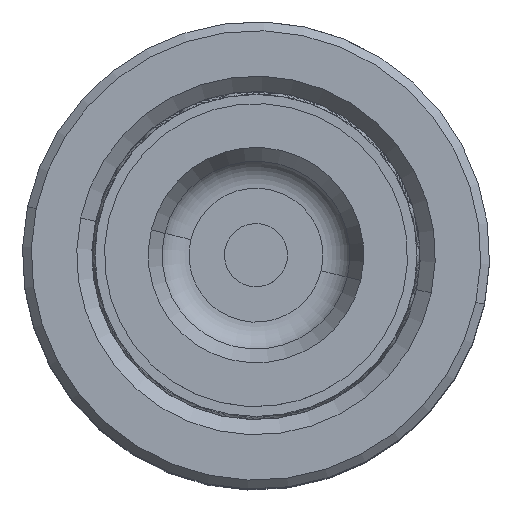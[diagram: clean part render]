
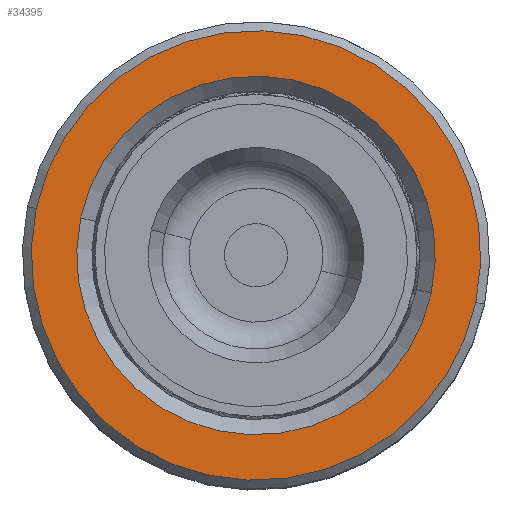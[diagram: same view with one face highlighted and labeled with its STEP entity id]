
A CAD part, top view. The second image highlights one B-rep face of the part: STEP entity #34395.
In plain terms, the highlighted planar face has unit normal (0, 0, 1).
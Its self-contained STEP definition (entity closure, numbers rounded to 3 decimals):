
#1457 = CIRCLE ( 'NONE', #27455, 17.8 ) ;
#3861 = CARTESIAN_POINT ( 'NONE',  ( 0., 0., 50. ) ) ;
#6035 = CARTESIAN_POINT ( 'NONE',  ( 0., 0., 50. ) ) ;
#6160 = DIRECTION ( 'NONE',  ( 1., 0., 0. ) ) ;
#6618 = DIRECTION ( 'NONE',  ( 0., 0., 1. ) ) ;
#6788 = CARTESIAN_POINT ( 'NONE',  ( -17.8, 0., 50. ) ) ;
#7000 = VERTEX_POINT ( 'NONE', #22421 ) ;
#7089 = AXIS2_PLACEMENT_3D ( 'NONE', #13301, #7695, #10447 ) ;
#7505 = ORIENTED_EDGE ( 'NONE', *, *, #29624, .T. ) ;
#7695 = DIRECTION ( 'NONE',  ( 0., 0., -1. ) ) ;
#8304 = DIRECTION ( 'NONE',  ( 0., 0., 1. ) ) ;
#8419 = CARTESIAN_POINT ( 'NONE',  ( 0., 0., 50. ) ) ;
#8875 = FACE_BOUND ( 'NONE', #14577, .T. ) ;
#9218 = AXIS2_PLACEMENT_3D ( 'NONE', #8419, #8304, #32803 ) ;
#9334 = DIRECTION ( 'NONE',  ( 1., 0., 0. ) ) ;
#10447 = DIRECTION ( 'NONE',  ( 1., 0., 0. ) ) ;
#11340 = VERTEX_POINT ( 'NONE', #6788 ) ;
#12231 = EDGE_CURVE ( 'NONE', #11340, #7000, #1457, .T. ) ;
#12532 = EDGE_CURVE ( 'NONE', #7000, #11340, #26605, .T. ) ;
#13301 = CARTESIAN_POINT ( 'NONE',  ( 0., 0., 50. ) ) ;
#14112 = ORIENTED_EDGE ( 'NONE', *, *, #12231, .T. ) ;
#14577 = EDGE_LOOP ( 'NONE', ( #7505, #22484 ) ) ;
#17476 = CIRCLE ( 'NONE', #7089, 14.2 ) ;
#17588 = DIRECTION ( 'NONE',  ( 1., 0., 0. ) ) ;
#17695 = PLANE ( 'NONE',  #27424 ) ;
#20238 = EDGE_CURVE ( 'NONE', #22867, #26828, #17476, .T. ) ;
#22208 = CIRCLE ( 'NONE', #22588, 14.2 ) ;
#22421 = CARTESIAN_POINT ( 'NONE',  ( 17.8, 0., 50. ) ) ;
#22484 = ORIENTED_EDGE ( 'NONE', *, *, #20238, .T. ) ;
#22588 = AXIS2_PLACEMENT_3D ( 'NONE', #6035, #25063, #6160 ) ;
#22867 = VERTEX_POINT ( 'NONE', #31068 ) ;
#23316 = CARTESIAN_POINT ( 'NONE',  ( 0., 0., 50. ) ) ;
#23432 = DIRECTION ( 'NONE',  ( 0., 0., 1. ) ) ;
#25063 = DIRECTION ( 'NONE',  ( 0., 0., -1. ) ) ;
#26605 = CIRCLE ( 'NONE', #9218, 17.8 ) ;
#26828 = VERTEX_POINT ( 'NONE', #28250 ) ;
#27424 = AXIS2_PLACEMENT_3D ( 'NONE', #23316, #23432, #17588 ) ;
#27455 = AXIS2_PLACEMENT_3D ( 'NONE', #3861, #6618, #9334 ) ;
#28250 = CARTESIAN_POINT ( 'NONE',  ( 14.2, 0., 50. ) ) ;
#29624 = EDGE_CURVE ( 'NONE', #26828, #22867, #22208, .T. ) ;
#30539 = ORIENTED_EDGE ( 'NONE', *, *, #12532, .T. ) ;
#31068 = CARTESIAN_POINT ( 'NONE',  ( -14.2, 0., 50. ) ) ;
#32692 = FACE_OUTER_BOUND ( 'NONE', #33410, .T. ) ;
#32803 = DIRECTION ( 'NONE',  ( 1., 0., 0. ) ) ;
#33410 = EDGE_LOOP ( 'NONE', ( #14112, #30539 ) ) ;
#34395 = ADVANCED_FACE ( 'NONE', ( #32692, #8875 ), #17695, .T. ) ;
